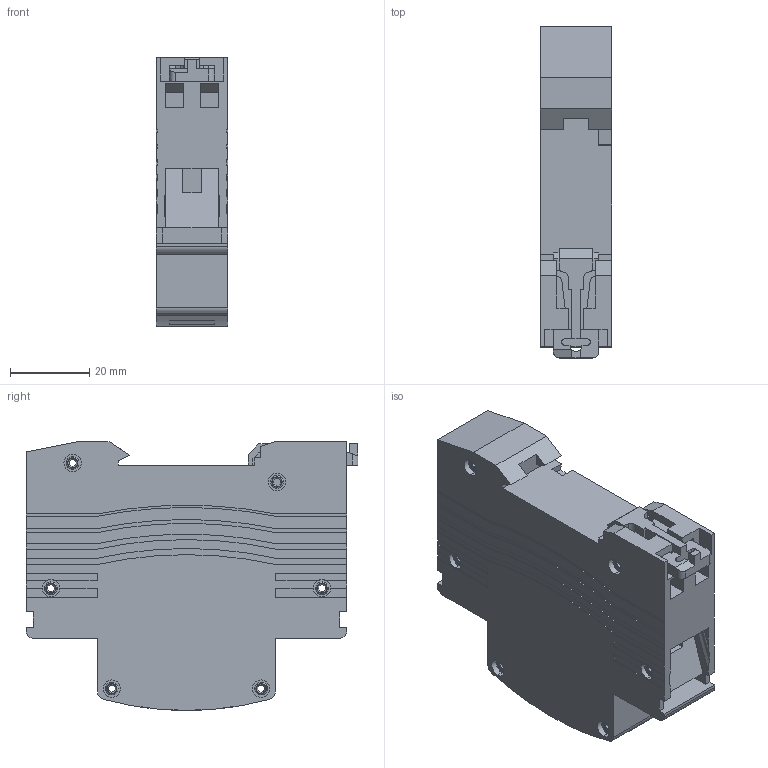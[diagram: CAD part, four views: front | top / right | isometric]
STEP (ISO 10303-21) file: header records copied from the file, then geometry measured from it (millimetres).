
FILE_DESCRIPTION (( 'STEP AP214' ), '1' );
FILE_NAME ('Òðåõôàçíûé èíäèêàòîð íàïðÿæåíèÿ AV-L EKF AVERES (av-l-3ph-averes).STEP', '2023-10-17T11:39:45', ( '' ), ( '' ), 'SwSTEP 2.0', 'SolidWorks 2021', '' );
FILE_SCHEMA (( 'AUTOMOTIVE_DESIGN' ));
Length unit declared in the file: millimetre
Products named in the file (1): Òðåõôàçíûé èíäèêàòîð íàïðÿæåíèÿ AV-L EKF AVERES (av-l-3ph-averes)
Bounding box: 18.1 x 84 x 68 mm (x, y, z)
Volume: 77163.4 mm3; surface area: 22446.5 mm2
Topology: 17 solids, 17 shells, 591 faces, 1523 edges, 1007 vertices
Faces by surface type: plane 397, cylinder 146, torus 48
Entity records: 18296 total; most frequent: CARTESIAN_POINT 3185, DIRECTION 3111, ORIENTED_EDGE 3046, EDGE_CURVE 1523, LINE 1077, VECTOR 1077, AXIS2_PLACEMENT_3D 1017, VERTEX_POINT 1007
